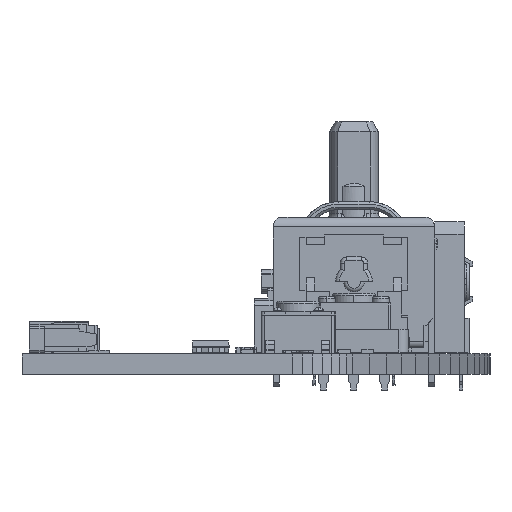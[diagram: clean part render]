
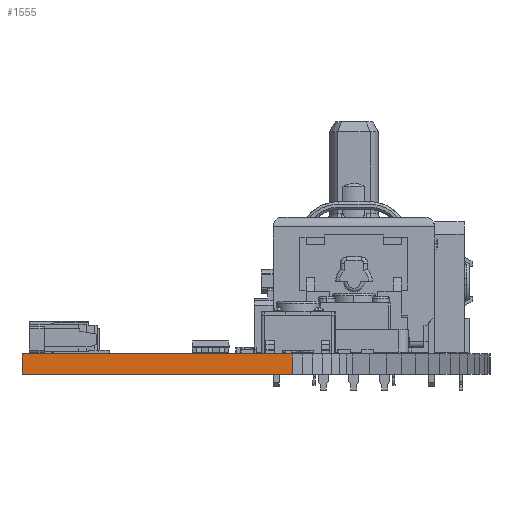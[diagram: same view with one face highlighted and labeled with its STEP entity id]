
A CAD part, left-side view. The second image highlights one B-rep face of the part: STEP entity #1555.
In plain terms, the highlighted planar face has unit normal (-1, 0, 0).
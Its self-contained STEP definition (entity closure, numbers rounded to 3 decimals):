
#124 = EDGE_CURVE('',#125,#127,#129,.T.);
#125 = VERTEX_POINT('',#126);
#126 = CARTESIAN_POINT('',(7.4,56.51,-1.666));
#127 = VERTEX_POINT('',#128);
#128 = CARTESIAN_POINT('',(7.4,56.51,0.));
#129 = LINE('',#130,#131);
#130 = CARTESIAN_POINT('',(7.4,56.51,-1.666));
#131 = VECTOR('',#132,1.);
#132 = DIRECTION('',(0.,0.,1.));
#1530 = VERTEX_POINT('',#1531);
#1531 = CARTESIAN_POINT('',(7.4,78.51,0.));
#1537 = EDGE_CURVE('',#1538,#1530,#1540,.T.);
#1538 = VERTEX_POINT('',#1539);
#1539 = CARTESIAN_POINT('',(7.4,78.51,-1.666));
#1540 = LINE('',#1541,#1542);
#1541 = CARTESIAN_POINT('',(7.4,78.51,-1.666));
#1542 = VECTOR('',#1543,1.);
#1543 = DIRECTION('',(0.,0.,1.));
#1555 = ADVANCED_FACE('',(#1556),#1572,.F.);
#1556 = FACE_BOUND('',#1557,.F.);
#1557 = EDGE_LOOP('',(#1558,#1559,#1565,#1566));
#1558 = ORIENTED_EDGE('',*,*,#1537,.T.);
#1559 = ORIENTED_EDGE('',*,*,#1560,.T.);
#1560 = EDGE_CURVE('',#1530,#127,#1561,.T.);
#1561 = LINE('',#1562,#1563);
#1562 = CARTESIAN_POINT('',(7.4,78.51,0.));
#1563 = VECTOR('',#1564,1.);
#1564 = DIRECTION('',(0.,-1.,0.));
#1565 = ORIENTED_EDGE('',*,*,#124,.F.);
#1566 = ORIENTED_EDGE('',*,*,#1567,.F.);
#1567 = EDGE_CURVE('',#1538,#125,#1568,.T.);
#1568 = LINE('',#1569,#1570);
#1569 = CARTESIAN_POINT('',(7.4,78.51,-1.666));
#1570 = VECTOR('',#1571,1.);
#1571 = DIRECTION('',(0.,-1.,0.));
#1572 = PLANE('',#1573);
#1573 = AXIS2_PLACEMENT_3D('',#1574,#1575,#1576);
#1574 = CARTESIAN_POINT('',(7.4,78.51,-1.666));
#1575 = DIRECTION('',(1.,0.,0.));
#1576 = DIRECTION('',(0.,-1.,0.));
